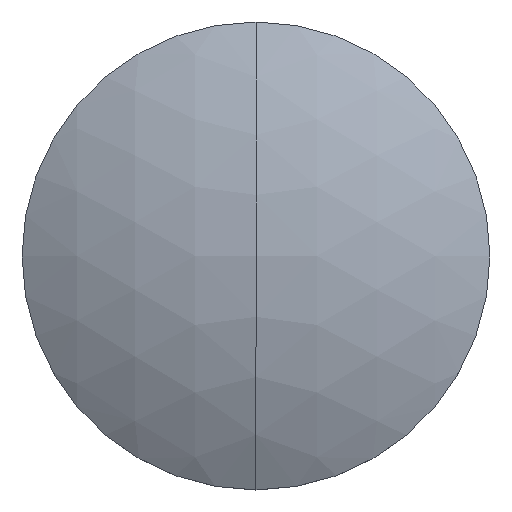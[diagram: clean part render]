
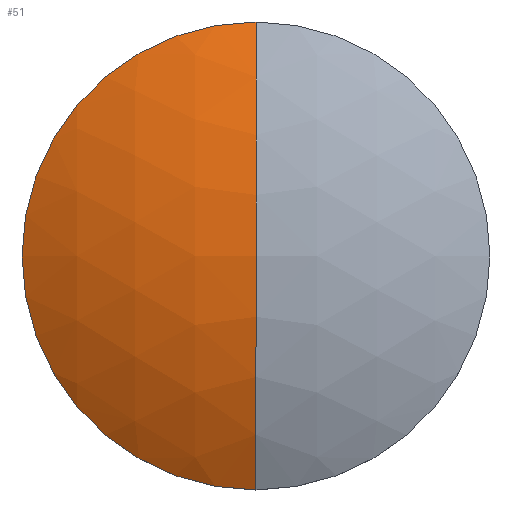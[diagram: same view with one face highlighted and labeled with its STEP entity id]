
A CAD part, top view. The second image highlights one B-rep face of the part: STEP entity #51.
In plain terms, the highlighted spherical face has radius 51.5 mm.
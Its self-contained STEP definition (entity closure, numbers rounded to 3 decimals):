
#22 = EDGE_CURVE ( 'NONE', #28, #53, #131, .T. ) ;
#23 = ORIENTED_EDGE ( 'NONE', *, *, #24, .F. ) ;
#24 = EDGE_CURVE ( 'NONE', #28, #56, #197, .T. ) ;
#26 = ORIENTED_EDGE ( 'NONE', *, *, #22, .T. ) ;
#28 = VERTEX_POINT ( 'NONE', #192 ) ;
#51 = ADVANCED_FACE ( 'NONE', ( #218 ), #166, .T. ) ;
#52 = EDGE_LOOP ( 'NONE', ( #59, #57, #23, #26 ) ) ;
#53 = VERTEX_POINT ( 'NONE', #161 ) ;
#54 = EDGE_CURVE ( 'NONE', #53, #55, #160, .T. ) ;
#55 = VERTEX_POINT ( 'NONE', #155 ) ;
#56 = VERTEX_POINT ( 'NONE', #154 ) ;
#57 = ORIENTED_EDGE ( 'NONE', *, *, #58, .T. ) ;
#58 = EDGE_CURVE ( 'NONE', #55, #56, #152, .T. ) ;
#59 = ORIENTED_EDGE ( 'NONE', *, *, #54, .T. ) ;
#128 = DIRECTION ( 'NONE',  ( 1., 0., 0. ) ) ;
#129 = DIRECTION ( 'NONE',  ( 0., 0., 1. ) ) ;
#130 = AXIS2_PLACEMENT_3D ( 'NONE', #142, #129, #128 ) ;
#131 = CIRCLE ( 'NONE', #130, 25.4 ) ;
#142 = CARTESIAN_POINT ( 'NONE',  ( 0., 0., -1.854 ) ) ;
#148 = DIRECTION ( 'NONE',  ( 0., -1., 0. ) ) ;
#149 = DIRECTION ( 'NONE',  ( -1., 0., 0. ) ) ;
#150 = CARTESIAN_POINT ( 'NONE',  ( 0., 0., -46.655 ) ) ;
#151 = AXIS2_PLACEMENT_3D ( 'NONE', #150, #149, #148 ) ;
#152 = CIRCLE ( 'NONE', #151, 51.5 ) ;
#154 = CARTESIAN_POINT ( 'NONE',  ( 0., 0., 4.845 ) ) ;
#155 = CARTESIAN_POINT ( 'NONE',  ( 0., -25.4, -1.854 ) ) ;
#156 = DIRECTION ( 'NONE',  ( 1., 0., 0. ) ) ;
#157 = DIRECTION ( 'NONE',  ( 0., 0., 1. ) ) ;
#158 = CARTESIAN_POINT ( 'NONE',  ( 0., 0., -1.854 ) ) ;
#159 = AXIS2_PLACEMENT_3D ( 'NONE', #158, #157, #156 ) ;
#160 = CIRCLE ( 'NONE', #159, 25.4 ) ;
#161 = CARTESIAN_POINT ( 'NONE',  ( -25.4, 0., -1.854 ) ) ;
#162 = DIRECTION ( 'NONE',  ( 0., 1., 0. ) ) ;
#163 = DIRECTION ( 'NONE',  ( -1., 0., 0. ) ) ;
#164 = CARTESIAN_POINT ( 'NONE',  ( 0., 0., -46.655 ) ) ;
#165 = AXIS2_PLACEMENT_3D ( 'NONE', #164, #163, #162 ) ;
#166 = SPHERICAL_SURFACE ( 'NONE', #165, 51.5 ) ;
#192 = CARTESIAN_POINT ( 'NONE',  ( 0., 25.4, -1.854 ) ) ;
#193 = DIRECTION ( 'NONE',  ( 0., 0., -1. ) ) ;
#194 = DIRECTION ( 'NONE',  ( 1., 0., 0. ) ) ;
#195 = CARTESIAN_POINT ( 'NONE',  ( 0., 0., -46.655 ) ) ;
#196 = AXIS2_PLACEMENT_3D ( 'NONE', #195, #194, #193 ) ;
#197 = CIRCLE ( 'NONE', #196, 51.5 ) ;
#218 = FACE_OUTER_BOUND ( 'NONE', #52, .T. ) ;
